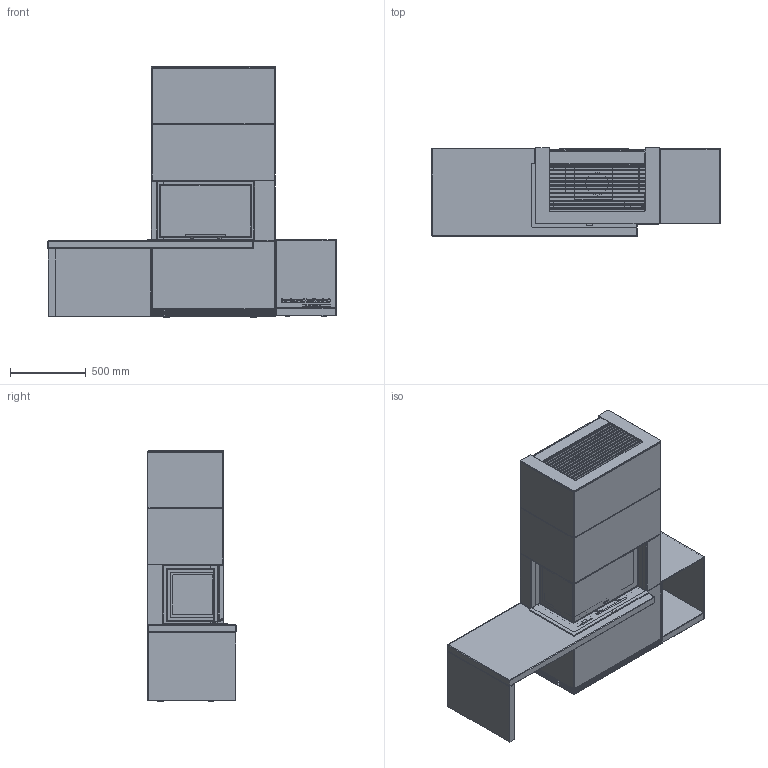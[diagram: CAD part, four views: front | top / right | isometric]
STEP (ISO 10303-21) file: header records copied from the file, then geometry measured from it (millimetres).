
FILE_DESCRIPTION(/* description */ ('Unknown'),/* implementation_level */ '2;1');
FILE_NAME(/* name */ 'DSN1073731_0_asm',/* time_stamp */ '2025-11-13T14:08:47+01:00',/* author */ ('Unknown'),/* organization */ ('Unknown'),/* preprocessor_version */ 'ST-DEVELOPER v20',/* originating_system */ 'Solid Edge',/* authorisation */ 'Unknown');
FILE_SCHEMA (('AUTOMOTIVE_DESIGN {1 0 10303 214 3 1 1}'));
Products named in the file (14): DSN1073731; DSN1073732; DSN1073804; DSN1073746; DSN1073766; DSN1073768; Fire Ci50; DSN1073726; DSN1073733; DSN1073735; DSN1073738; DSN1073744; Wood compartment Ci51; DSN1073806
Assembly tree (13 placements, depth 3):
  DSN1073731
    DSN1073732
    DSN1073804
      DSN1073746
      DSN1073766
      DSN1073768
      Fire Ci50
      DSN1073726
    DSN1073733
    DSN1073735
    DSN1073738
    DSN1073744
    Wood compartment Ci51
    DSN1073806
Bounding box: 1900.5 x 580.5 x 1650 mm (x, y, z)
Volume: 293329079.9 mm3; surface area: 20698385.2 mm2
Topology: 26 solids, 26 shells, 2039 faces, 5246 edges, 3446 vertices
Faces by surface type: plane 1574, bspline 244, cylinder 179, sphere 26, torus 16
Full cylindrical faces by diameter (mm): 10 x5, 13 x4, 30 x6, 38 x4, 100 x2, 150 x1, 158 x2
Entity records: 84515 total; most frequent: CARTESIAN_POINT 30456, ORIENTED_EDGE 10358, DIRECTION 7144, EDGE_CURVE 5179, VERTEX_POINT 3436, LINE 2736, VECTOR 2736, EDGE_LOOP 2303
